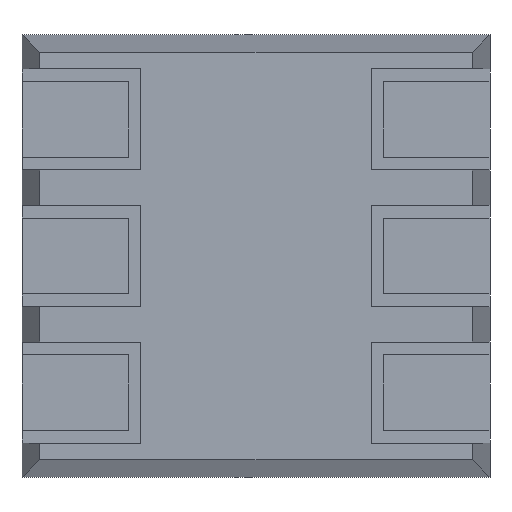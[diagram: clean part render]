
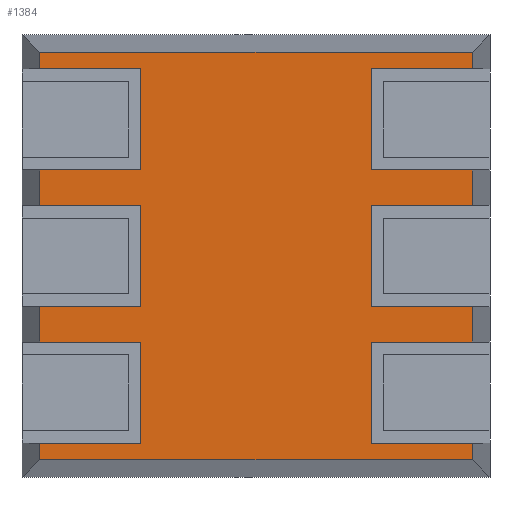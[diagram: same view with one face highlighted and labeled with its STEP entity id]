
A CAD part, front view. The second image highlights one B-rep face of the part: STEP entity #1384.
In plain terms, the highlighted planar face has unit normal (0, -1, 0).
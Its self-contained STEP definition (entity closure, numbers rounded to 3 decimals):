
#123=PLANE('',#1474);
#197=FACE_OUTER_BOUND('',#272,.T.);
#272=EDGE_LOOP('',(#1282,#1283,#1284,#1285,#1286,#1287,#1288,#1289,#1290,
#1291,#1292,#1293,#1294,#1295,#1296,#1297,#1298,#1299,#1300,#1301,#1302,
#1303,#1304,#1305,#1306,#1307,#1308,#1309));
#388=LINE('',#2054,#571);
#390=LINE('',#2058,#573);
#393=LINE('',#2063,#576);
#395=LINE('',#2069,#578);
#401=LINE('',#2081,#584);
#402=LINE('',#2083,#585);
#407=LINE('',#2092,#590);
#409=LINE('',#2096,#592);
#412=LINE('',#2101,#595);
#414=LINE('',#2106,#597);
#416=LINE('',#2110,#599);
#419=LINE('',#2115,#602);
#421=LINE('',#2120,#604);
#425=LINE('',#2127,#608);
#426=LINE('',#2129,#609);
#428=LINE('',#2134,#611);
#430=LINE('',#2138,#613);
#433=LINE('',#2143,#616);
#434=LINE('',#2145,#617);
#438=LINE('',#2152,#621);
#439=LINE('',#2155,#622);
#443=LINE('',#2160,#626);
#445=LINE('',#2164,#628);
#446=LINE('',#2166,#629);
#447=LINE('',#2169,#630);
#449=LINE('',#2172,#632);
#454=LINE('',#2182,#637);
#455=LINE('',#2184,#638);
#571=VECTOR('',#1680,10.);
#573=VECTOR('',#1684,10.);
#576=VECTOR('',#1689,10.);
#578=VECTOR('',#1693,10.);
#584=VECTOR('',#1701,10.);
#585=VECTOR('',#1704,10.);
#590=VECTOR('',#1713,10.);
#592=VECTOR('',#1717,10.);
#595=VECTOR('',#1722,10.);
#597=VECTOR('',#1726,10.);
#599=VECTOR('',#1730,10.);
#602=VECTOR('',#1735,10.);
#604=VECTOR('',#1739,10.);
#608=VECTOR('',#1745,10.);
#609=VECTOR('',#1748,10.);
#611=VECTOR('',#1752,10.);
#613=VECTOR('',#1756,10.);
#616=VECTOR('',#1761,10.);
#617=VECTOR('',#1764,10.);
#621=VECTOR('',#1770,10.);
#622=VECTOR('',#1773,10.);
#626=VECTOR('',#1779,10.);
#628=VECTOR('',#1783,10.);
#629=VECTOR('',#1786,10.);
#630=VECTOR('',#1789,10.);
#632=VECTOR('',#1793,10.);
#637=VECTOR('',#1806,10.);
#638=VECTOR('',#1809,10.);
#721=VERTEX_POINT('',#2051);
#722=VERTEX_POINT('',#2053);
#723=VERTEX_POINT('',#2057);
#724=VERTEX_POINT('',#2061);
#725=VERTEX_POINT('',#2065);
#727=VERTEX_POINT('',#2068);
#730=VERTEX_POINT('',#2075);
#732=VERTEX_POINT('',#2079);
#733=VERTEX_POINT('',#2089);
#734=VERTEX_POINT('',#2091);
#735=VERTEX_POINT('',#2095);
#736=VERTEX_POINT('',#2099);
#737=VERTEX_POINT('',#2103);
#738=VERTEX_POINT('',#2105);
#739=VERTEX_POINT('',#2109);
#740=VERTEX_POINT('',#2113);
#741=VERTEX_POINT('',#2117);
#742=VERTEX_POINT('',#2119);
#743=VERTEX_POINT('',#2123);
#744=VERTEX_POINT('',#2125);
#745=VERTEX_POINT('',#2131);
#746=VERTEX_POINT('',#2133);
#747=VERTEX_POINT('',#2137);
#748=VERTEX_POINT('',#2141);
#750=VERTEX_POINT('',#2150);
#751=VERTEX_POINT('',#2154);
#752=VERTEX_POINT('',#2162);
#753=VERTEX_POINT('',#2168);
#872=EDGE_CURVE('',#722,#721,#388,.T.);
#874=EDGE_CURVE('',#723,#722,#390,.T.);
#877=EDGE_CURVE('',#724,#723,#393,.T.);
#879=EDGE_CURVE('',#727,#725,#395,.T.);
#885=EDGE_CURVE('',#730,#732,#401,.T.);
#886=EDGE_CURVE('',#732,#727,#402,.T.);
#891=EDGE_CURVE('',#734,#733,#407,.T.);
#893=EDGE_CURVE('',#735,#734,#409,.T.);
#896=EDGE_CURVE('',#736,#735,#412,.T.);
#898=EDGE_CURVE('',#738,#737,#414,.T.);
#900=EDGE_CURVE('',#739,#738,#416,.T.);
#903=EDGE_CURVE('',#740,#739,#419,.T.);
#905=EDGE_CURVE('',#742,#741,#421,.T.);
#909=EDGE_CURVE('',#743,#744,#425,.T.);
#910=EDGE_CURVE('',#744,#742,#426,.T.);
#912=EDGE_CURVE('',#746,#745,#428,.T.);
#914=EDGE_CURVE('',#747,#746,#430,.T.);
#917=EDGE_CURVE('',#748,#747,#433,.T.);
#918=EDGE_CURVE('',#740,#741,#434,.T.);
#922=EDGE_CURVE('',#750,#737,#438,.T.);
#923=EDGE_CURVE('',#730,#751,#439,.T.);
#927=EDGE_CURVE('',#743,#725,#443,.T.);
#929=EDGE_CURVE('',#752,#745,#445,.T.);
#930=EDGE_CURVE('',#748,#733,#446,.T.);
#931=EDGE_CURVE('',#724,#753,#447,.T.);
#933=EDGE_CURVE('',#736,#721,#449,.T.);
#938=EDGE_CURVE('',#751,#752,#454,.T.);
#939=EDGE_CURVE('',#753,#750,#455,.T.);
#1282=ORIENTED_EDGE('',*,*,#872,.T.);
#1283=ORIENTED_EDGE('',*,*,#933,.F.);
#1284=ORIENTED_EDGE('',*,*,#896,.T.);
#1285=ORIENTED_EDGE('',*,*,#893,.T.);
#1286=ORIENTED_EDGE('',*,*,#891,.T.);
#1287=ORIENTED_EDGE('',*,*,#930,.F.);
#1288=ORIENTED_EDGE('',*,*,#917,.T.);
#1289=ORIENTED_EDGE('',*,*,#914,.T.);
#1290=ORIENTED_EDGE('',*,*,#912,.T.);
#1291=ORIENTED_EDGE('',*,*,#929,.F.);
#1292=ORIENTED_EDGE('',*,*,#938,.F.);
#1293=ORIENTED_EDGE('',*,*,#923,.F.);
#1294=ORIENTED_EDGE('',*,*,#885,.T.);
#1295=ORIENTED_EDGE('',*,*,#886,.T.);
#1296=ORIENTED_EDGE('',*,*,#879,.T.);
#1297=ORIENTED_EDGE('',*,*,#927,.F.);
#1298=ORIENTED_EDGE('',*,*,#909,.T.);
#1299=ORIENTED_EDGE('',*,*,#910,.T.);
#1300=ORIENTED_EDGE('',*,*,#905,.T.);
#1301=ORIENTED_EDGE('',*,*,#918,.F.);
#1302=ORIENTED_EDGE('',*,*,#903,.T.);
#1303=ORIENTED_EDGE('',*,*,#900,.T.);
#1304=ORIENTED_EDGE('',*,*,#898,.T.);
#1305=ORIENTED_EDGE('',*,*,#922,.F.);
#1306=ORIENTED_EDGE('',*,*,#939,.F.);
#1307=ORIENTED_EDGE('',*,*,#931,.F.);
#1308=ORIENTED_EDGE('',*,*,#877,.T.);
#1309=ORIENTED_EDGE('',*,*,#874,.T.);
#1384=ADVANCED_FACE('',(#197),#123,.F.);
#1474=AXIS2_PLACEMENT_3D('',#2185,#1810,#1811);
#1680=DIRECTION('',(1.,0.,0.));
#1684=DIRECTION('',(0.,0.,1.));
#1689=DIRECTION('',(-1.,0.,0.));
#1693=DIRECTION('',(-1.,0.,0.));
#1701=DIRECTION('',(1.,0.,0.));
#1704=DIRECTION('',(0.,0.,-1.));
#1713=DIRECTION('',(1.,0.,0.));
#1717=DIRECTION('',(0.,0.,1.));
#1722=DIRECTION('',(-1.,0.,0.));
#1726=DIRECTION('',(-1.,0.,0.));
#1730=DIRECTION('',(0.,0.,-1.));
#1735=DIRECTION('',(1.,0.,0.));
#1739=DIRECTION('',(-1.,0.,0.));
#1745=DIRECTION('',(1.,0.,0.));
#1748=DIRECTION('',(0.,0.,-1.));
#1752=DIRECTION('',(1.,0.,0.));
#1756=DIRECTION('',(0.,0.,1.));
#1761=DIRECTION('',(-1.,0.,0.));
#1764=DIRECTION('',(0.,0.,1.));
#1770=DIRECTION('',(0.,0.,1.));
#1773=DIRECTION('',(0.,0.,1.));
#1779=DIRECTION('',(0.,0.,1.));
#1783=DIRECTION('',(0.,0.,-1.));
#1786=DIRECTION('',(0.,0.,-1.));
#1789=DIRECTION('',(0.,0.,-1.));
#1793=DIRECTION('',(0.,0.,-1.));
#1806=DIRECTION('',(1.,0.,0.));
#1809=DIRECTION('',(-1.,0.,0.));
#1810=DIRECTION('center_axis',(0.,1.,0.));
#1811=DIRECTION('ref_axis',(1.,0.,0.));
#2051=CARTESIAN_POINT('',(3.559,-1.,-2.43));
#2053=CARTESIAN_POINT('',(2.76,-1.,-2.43));
#2054=CARTESIAN_POINT('',(2.305,-1.,-2.43));
#2057=CARTESIAN_POINT('',(2.76,-1.,-3.23));
#2058=CARTESIAN_POINT('',(2.76,-1.,-2.49));
#2061=CARTESIAN_POINT('',(3.559,-1.,-3.23));
#2063=CARTESIAN_POINT('',(2.775,-1.,-3.23));
#2065=CARTESIAN_POINT('',(0.141,-1.,-1.07));
#2068=CARTESIAN_POINT('',(0.94,-1.,-1.07));
#2069=CARTESIAN_POINT('',(1.395,-1.,-1.07));
#2075=CARTESIAN_POINT('',(0.141,-1.,-0.27));
#2079=CARTESIAN_POINT('',(0.94,-1.,-0.27));
#2081=CARTESIAN_POINT('',(0.925,-1.,-0.27));
#2083=CARTESIAN_POINT('',(0.94,-1.,-1.01));
#2089=CARTESIAN_POINT('',(3.559,-1.,-1.35));
#2091=CARTESIAN_POINT('',(2.76,-1.,-1.35));
#2092=CARTESIAN_POINT('',(2.305,-1.,-1.35));
#2095=CARTESIAN_POINT('',(2.76,-1.,-2.15));
#2096=CARTESIAN_POINT('',(2.76,-1.,-1.95));
#2099=CARTESIAN_POINT('',(3.559,-1.,-2.15));
#2101=CARTESIAN_POINT('',(2.775,-1.,-2.15));
#2103=CARTESIAN_POINT('',(0.141,-1.,-3.23));
#2105=CARTESIAN_POINT('',(0.94,-1.,-3.23));
#2106=CARTESIAN_POINT('',(1.395,-1.,-3.23));
#2109=CARTESIAN_POINT('',(0.94,-1.,-2.43));
#2110=CARTESIAN_POINT('',(0.94,-1.,-2.09));
#2113=CARTESIAN_POINT('',(0.141,-1.,-2.43));
#2115=CARTESIAN_POINT('',(0.925,-1.,-2.43));
#2117=CARTESIAN_POINT('',(0.141,-1.,-2.15));
#2119=CARTESIAN_POINT('',(0.94,-1.,-2.15));
#2120=CARTESIAN_POINT('',(1.395,-1.,-2.15));
#2123=CARTESIAN_POINT('',(0.141,-1.,-1.35));
#2125=CARTESIAN_POINT('',(0.94,-1.,-1.35));
#2127=CARTESIAN_POINT('',(0.925,-1.,-1.35));
#2129=CARTESIAN_POINT('',(0.94,-1.,-1.55));
#2131=CARTESIAN_POINT('',(3.559,-1.,-0.27));
#2133=CARTESIAN_POINT('',(2.76,-1.,-0.27));
#2134=CARTESIAN_POINT('',(2.305,-1.,-0.27));
#2137=CARTESIAN_POINT('',(2.76,-1.,-1.07));
#2138=CARTESIAN_POINT('',(2.76,-1.,-1.41));
#2141=CARTESIAN_POINT('',(3.559,-1.,-1.07));
#2143=CARTESIAN_POINT('',(2.775,-1.,-1.07));
#2145=CARTESIAN_POINT('',(0.141,-1.,-3.5));
#2150=CARTESIAN_POINT('',(0.141,-1.,-3.359));
#2152=CARTESIAN_POINT('',(0.141,-1.,-3.5));
#2154=CARTESIAN_POINT('',(0.141,-1.,-0.141));
#2155=CARTESIAN_POINT('',(0.141,-1.,-3.5));
#2160=CARTESIAN_POINT('',(0.141,-1.,-3.5));
#2162=CARTESIAN_POINT('',(3.559,-1.,-0.141));
#2164=CARTESIAN_POINT('',(3.559,-1.,0.));
#2166=CARTESIAN_POINT('',(3.559,-1.,0.));
#2168=CARTESIAN_POINT('',(3.559,-1.,-3.359));
#2169=CARTESIAN_POINT('',(3.559,-1.,0.));
#2172=CARTESIAN_POINT('',(3.559,-1.,0.));
#2182=CARTESIAN_POINT('',(0.,-1.,-0.141));
#2184=CARTESIAN_POINT('',(3.7,-1.,-3.359));
#2185=CARTESIAN_POINT('Origin',(1.85,-1.,-1.75));
